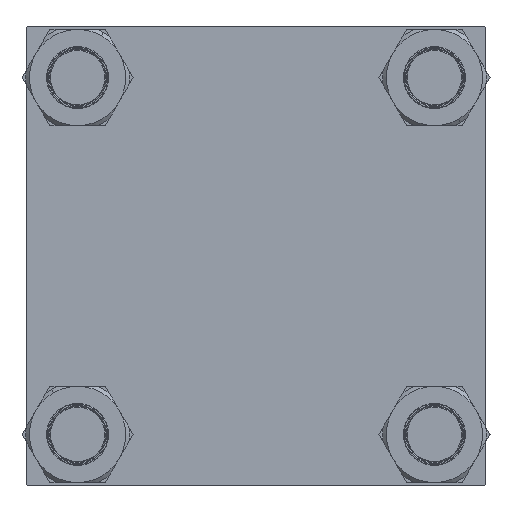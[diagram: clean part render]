
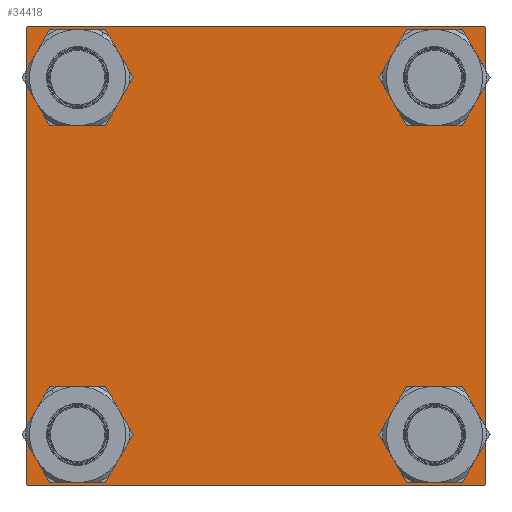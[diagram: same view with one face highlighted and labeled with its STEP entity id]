
A CAD part, left-side view. The second image highlights one B-rep face of the part: STEP entity #34418.
In plain terms, the highlighted planar face has unit normal (-1, 0, 0).
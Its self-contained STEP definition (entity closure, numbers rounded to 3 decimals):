
#335 = VERTEX_POINT ( 'NONE', #40969 ) ;
#627 = CARTESIAN_POINT ( 'NONE',  ( 0., -95.1, 79.6 ) ) ;
#718 = CARTESIAN_POINT ( 'NONE',  ( 0., 122.5, 122.5 ) ) ;
#790 = CIRCLE ( 'NONE', #14709, 15.5 ) ;
#853 = DIRECTION ( 'NONE',  ( 0., -1., 0. ) ) ;
#1352 = DIRECTION ( 'NONE',  ( 0., 0., 1. ) ) ;
#1429 = CARTESIAN_POINT ( 'NONE',  ( 0., -95.1, 95.1 ) ) ;
#1884 = EDGE_CURVE ( 'NONE', #4511, #31185, #47587, .T. ) ;
#2041 = DIRECTION ( 'NONE',  ( 0., -0.707, 0.707 ) ) ;
#2140 = EDGE_CURVE ( 'NONE', #22361, #335, #790, .T. ) ;
#2232 = VERTEX_POINT ( 'NONE', #39366 ) ;
#2523 = VERTEX_POINT ( 'NONE', #15164 ) ;
#2737 = VECTOR ( 'NONE', #42869, 1000. ) ;
#2766 = DIRECTION ( 'NONE',  ( 0., 0., 1. ) ) ;
#3096 = CIRCLE ( 'NONE', #31799, 15.5 ) ;
#3106 = VERTEX_POINT ( 'NONE', #23429 ) ;
#3640 = ORIENTED_EDGE ( 'NONE', *, *, #38681, .T. ) ;
#3738 = EDGE_CURVE ( 'NONE', #33623, #17648, #6713, .T. ) ;
#3847 = CARTESIAN_POINT ( 'NONE',  ( 0., -95.1, -95.1 ) ) ;
#4454 = LINE ( 'NONE', #9062, #18675 ) ;
#4511 = VERTEX_POINT ( 'NONE', #13598 ) ;
#4522 = ORIENTED_EDGE ( 'NONE', *, *, #30870, .T. ) ;
#4941 = VERTEX_POINT ( 'NONE', #48924 ) ;
#4976 = DIRECTION ( 'NONE',  ( 0., 0., 1. ) ) ;
#5474 = DIRECTION ( 'NONE',  ( -1., 0., 0. ) ) ;
#6007 = VERTEX_POINT ( 'NONE', #49131 ) ;
#6253 = AXIS2_PLACEMENT_3D ( 'NONE', #12426, #48168, #4976 ) ;
#6677 = ORIENTED_EDGE ( 'NONE', *, *, #1884, .T. ) ;
#6713 = CIRCLE ( 'NONE', #47792, 15.5 ) ;
#7705 = EDGE_CURVE ( 'NONE', #2523, #31151, #49730, .T. ) ;
#8882 = DIRECTION ( 'NONE',  ( 0., 0., 1. ) ) ;
#9062 = CARTESIAN_POINT ( 'NONE',  ( 0., 122.5, -122.5 ) ) ;
#9132 = EDGE_CURVE ( 'NONE', #4941, #31478, #12289, .T. ) ;
#9559 = ORIENTED_EDGE ( 'NONE', *, *, #18816, .T. ) ;
#10384 = ORIENTED_EDGE ( 'NONE', *, *, #26468, .T. ) ;
#10417 = CARTESIAN_POINT ( 'NONE',  ( 0., 122.5, -122. ) ) ;
#11102 = ORIENTED_EDGE ( 'NONE', *, *, #3738, .T. ) ;
#11122 = DIRECTION ( 'NONE',  ( 0., 0., -1. ) ) ;
#11558 = VECTOR ( 'NONE', #14573, 1000. ) ;
#11763 = CIRCLE ( 'NONE', #23229, 15.5 ) ;
#11826 = EDGE_CURVE ( 'NONE', #335, #22361, #11763, .T. ) ;
#11966 = ORIENTED_EDGE ( 'NONE', *, *, #48982, .F. ) ;
#12289 = LINE ( 'NONE', #718, #2737 ) ;
#12426 = CARTESIAN_POINT ( 'NONE',  ( 0., 95.1, 95.1 ) ) ;
#12530 = DIRECTION ( 'NONE',  ( 1., 0., 0. ) ) ;
#12576 = DIRECTION ( 'NONE',  ( 0., 0., -1. ) ) ;
#12661 = ORIENTED_EDGE ( 'NONE', *, *, #13419, .T. ) ;
#12947 = CARTESIAN_POINT ( 'NONE',  ( 0., -122., 122.5 ) ) ;
#13419 = EDGE_CURVE ( 'NONE', #31185, #4511, #36404, .T. ) ;
#13598 = CARTESIAN_POINT ( 'NONE',  ( 0., -95.1, -110.6 ) ) ;
#13599 = EDGE_LOOP ( 'NONE', ( #19626, #16871, #10384, #41463, #11966, #41325, #45968, #4522 ) ) ;
#14022 = CARTESIAN_POINT ( 'NONE',  ( 0., -95.1, -79.6 ) ) ;
#14397 = VECTOR ( 'NONE', #2041, 1000. ) ;
#14573 = DIRECTION ( 'NONE',  ( 0., 0.707, -0.707 ) ) ;
#14709 = AXIS2_PLACEMENT_3D ( 'NONE', #50752, #15472, #31142 ) ;
#15164 = CARTESIAN_POINT ( 'NONE',  ( 0., 122.5, 122. ) ) ;
#15349 = CARTESIAN_POINT ( 'NONE',  ( 0., 122.25, -122.25 ) ) ;
#15472 = DIRECTION ( 'NONE',  ( 1., 0., 0. ) ) ;
#15644 = DIRECTION ( 'NONE',  ( 1., 0., 0. ) ) ;
#16047 = EDGE_LOOP ( 'NONE', ( #25845, #24757 ) ) ;
#16108 = VERTEX_POINT ( 'NONE', #627 ) ;
#16871 = ORIENTED_EDGE ( 'NONE', *, *, #24178, .T. ) ;
#17648 = VERTEX_POINT ( 'NONE', #47825 ) ;
#17830 = EDGE_LOOP ( 'NONE', ( #42233, #3640 ) ) ;
#18190 = DIRECTION ( 'NONE',  ( 1., 0., 0. ) ) ;
#18205 = EDGE_CURVE ( 'NONE', #35530, #33261, #48612, .T. ) ;
#18675 = VECTOR ( 'NONE', #853, 1000. ) ;
#18686 = CARTESIAN_POINT ( 'NONE',  ( 0., 122.25, 122.25 ) ) ;
#18816 = EDGE_CURVE ( 'NONE', #17648, #33623, #44019, .T. ) ;
#18874 = FACE_BOUND ( 'NONE', #17830, .T. ) ;
#18963 = DIRECTION ( 'NONE',  ( 0., -0.707, -0.707 ) ) ;
#19127 = FACE_OUTER_BOUND ( 'NONE', #13599, .T. ) ;
#19620 = CIRCLE ( 'NONE', #23712, 15.5 ) ;
#19626 = ORIENTED_EDGE ( 'NONE', *, *, #7705, .T. ) ;
#21314 = CARTESIAN_POINT ( 'NONE',  ( 0., -122.25, -122.25 ) ) ;
#21374 = CARTESIAN_POINT ( 'NONE',  ( 0., -122.5, -122. ) ) ;
#21522 = CARTESIAN_POINT ( 'NONE',  ( 0., -95.1, 95.1 ) ) ;
#22361 = VERTEX_POINT ( 'NONE', #45292 ) ;
#23229 = AXIS2_PLACEMENT_3D ( 'NONE', #37121, #41209, #8882 ) ;
#23429 = CARTESIAN_POINT ( 'NONE',  ( 0., -122.5, 122. ) ) ;
#23712 = AXIS2_PLACEMENT_3D ( 'NONE', #21522, #18190, #2766 ) ;
#24178 = EDGE_CURVE ( 'NONE', #31151, #6007, #46220, .T. ) ;
#24757 = ORIENTED_EDGE ( 'NONE', *, *, #2140, .T. ) ;
#24912 = CARTESIAN_POINT ( 'NONE',  ( 0., 95.1, 110.6 ) ) ;
#25845 = ORIENTED_EDGE ( 'NONE', *, *, #11826, .T. ) ;
#26468 = EDGE_CURVE ( 'NONE', #6007, #35530, #4454, .T. ) ;
#26694 = EDGE_CURVE ( 'NONE', #2232, #16108, #3096, .T. ) ;
#26820 = FACE_BOUND ( 'NONE', #47529, .T. ) ;
#27413 = CARTESIAN_POINT ( 'NONE',  ( 0., 95.1, 95.1 ) ) ;
#28159 = DIRECTION ( 'NONE',  ( 0., 0., 1. ) ) ;
#29004 = EDGE_CURVE ( 'NONE', #3106, #31478, #50503, .T. ) ;
#30664 = FACE_BOUND ( 'NONE', #48138, .T. ) ;
#30870 = EDGE_CURVE ( 'NONE', #4941, #2523, #42591, .T. ) ;
#31111 = AXIS2_PLACEMENT_3D ( 'NONE', #48452, #47690, #40664 ) ;
#31142 = DIRECTION ( 'NONE',  ( 0., 0., 1. ) ) ;
#31151 = VERTEX_POINT ( 'NONE', #10417 ) ;
#31185 = VERTEX_POINT ( 'NONE', #14022 ) ;
#31344 = CARTESIAN_POINT ( 'NONE',  ( 0., -122., -122.5 ) ) ;
#31478 = VERTEX_POINT ( 'NONE', #12947 ) ;
#31799 = AXIS2_PLACEMENT_3D ( 'NONE', #1429, #40242, #28159 ) ;
#32193 = CARTESIAN_POINT ( 'NONE',  ( 0., 0., 0. ) ) ;
#33261 = VERTEX_POINT ( 'NONE', #21374 ) ;
#33623 = VERTEX_POINT ( 'NONE', #24912 ) ;
#34418 = ADVANCED_FACE ( 'NONE', ( #18874, #30664, #46390, #26820, #19127 ), #34794, .T. ) ;
#34794 = PLANE ( 'NONE',  #39981 ) ;
#35012 = DIRECTION ( 'NONE',  ( 0., 0.707, 0.707 ) ) ;
#35530 = VERTEX_POINT ( 'NONE', #31344 ) ;
#35936 = DIRECTION ( 'NONE',  ( 0., 0., 1. ) ) ;
#36262 = VECTOR ( 'NONE', #12576, 1000. ) ;
#36335 = VECTOR ( 'NONE', #11122, 1000. ) ;
#36404 = CIRCLE ( 'NONE', #49596, 15.5 ) ;
#37121 = CARTESIAN_POINT ( 'NONE',  ( 0., 95.1, -95.1 ) ) ;
#38358 = CARTESIAN_POINT ( 'NONE',  ( 0., 122.5, 122.5 ) ) ;
#38681 = EDGE_CURVE ( 'NONE', #16108, #2232, #19620, .T. ) ;
#39366 = CARTESIAN_POINT ( 'NONE',  ( 0., -95.1, 110.6 ) ) ;
#39981 = AXIS2_PLACEMENT_3D ( 'NONE', #32193, #5474, #1352 ) ;
#40242 = DIRECTION ( 'NONE',  ( 1., 0., 0. ) ) ;
#40304 = LINE ( 'NONE', #48062, #36262 ) ;
#40664 = DIRECTION ( 'NONE',  ( 0., 0., 1. ) ) ;
#40969 = CARTESIAN_POINT ( 'NONE',  ( 0., 95.1, -79.6 ) ) ;
#41209 = DIRECTION ( 'NONE',  ( 1., 0., 0. ) ) ;
#41325 = ORIENTED_EDGE ( 'NONE', *, *, #29004, .T. ) ;
#41463 = ORIENTED_EDGE ( 'NONE', *, *, #18205, .T. ) ;
#42233 = ORIENTED_EDGE ( 'NONE', *, *, #26694, .T. ) ;
#42591 = LINE ( 'NONE', #18686, #11558 ) ;
#42869 = DIRECTION ( 'NONE',  ( 0., -1., 0. ) ) ;
#43228 = CARTESIAN_POINT ( 'NONE',  ( 0., -122.25, 122.25 ) ) ;
#44019 = CIRCLE ( 'NONE', #6253, 15.5 ) ;
#44137 = DIRECTION ( 'NONE',  ( 0., 0., 1. ) ) ;
#44192 = VECTOR ( 'NONE', #18963, 1000. ) ;
#45292 = CARTESIAN_POINT ( 'NONE',  ( 0., 95.1, -110.6 ) ) ;
#45841 = VECTOR ( 'NONE', #35012, 1000. ) ;
#45968 = ORIENTED_EDGE ( 'NONE', *, *, #9132, .F. ) ;
#46220 = LINE ( 'NONE', #15349, #44192 ) ;
#46390 = FACE_BOUND ( 'NONE', #16047, .T. ) ;
#47529 = EDGE_LOOP ( 'NONE', ( #11102, #9559 ) ) ;
#47587 = CIRCLE ( 'NONE', #31111, 15.5 ) ;
#47690 = DIRECTION ( 'NONE',  ( 1., 0., 0. ) ) ;
#47792 = AXIS2_PLACEMENT_3D ( 'NONE', #27413, #12530, #44137 ) ;
#47825 = CARTESIAN_POINT ( 'NONE',  ( 0., 95.1, 79.6 ) ) ;
#48062 = CARTESIAN_POINT ( 'NONE',  ( 0., -122.5, 122.5 ) ) ;
#48138 = EDGE_LOOP ( 'NONE', ( #12661, #6677 ) ) ;
#48168 = DIRECTION ( 'NONE',  ( 1., 0., 0. ) ) ;
#48452 = CARTESIAN_POINT ( 'NONE',  ( 0., -95.1, -95.1 ) ) ;
#48612 = LINE ( 'NONE', #21314, #14397 ) ;
#48924 = CARTESIAN_POINT ( 'NONE',  ( 0., 122., 122.5 ) ) ;
#48982 = EDGE_CURVE ( 'NONE', #3106, #33261, #40304, .T. ) ;
#49131 = CARTESIAN_POINT ( 'NONE',  ( 0., 122., -122.5 ) ) ;
#49596 = AXIS2_PLACEMENT_3D ( 'NONE', #3847, #15644, #35936 ) ;
#49730 = LINE ( 'NONE', #38358, #36335 ) ;
#50503 = LINE ( 'NONE', #43228, #45841 ) ;
#50752 = CARTESIAN_POINT ( 'NONE',  ( 0., 95.1, -95.1 ) ) ;
